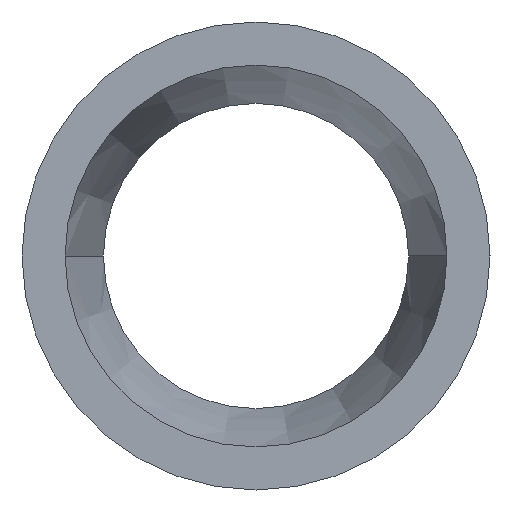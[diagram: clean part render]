
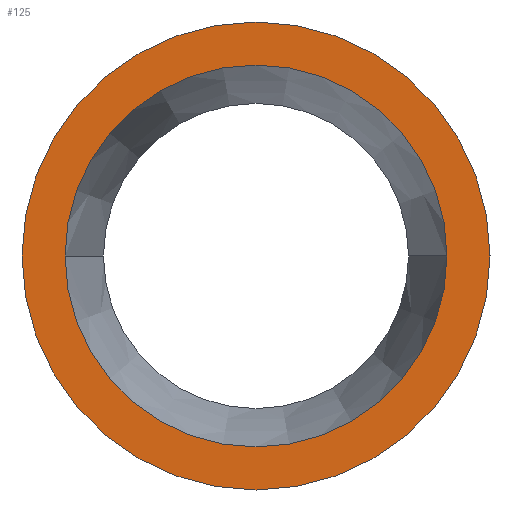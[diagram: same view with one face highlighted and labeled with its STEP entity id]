
A CAD part, left-side view. The second image highlights one B-rep face of the part: STEP entity #125.
In plain terms, the highlighted planar face has unit normal (-1, 0, 0).
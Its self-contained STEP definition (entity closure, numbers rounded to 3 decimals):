
#93 = EDGE_CURVE( '', #119, #121, #227, .T. );
#119 = VERTEX_POINT( '', #255 );
#121 = VERTEX_POINT( '', #257 );
#125 = ADVANCED_FACE( '', ( #261, #262 ), #263, .T. );
#131 = VERTEX_POINT( '', #270 );
#157 = EDGE_CURVE( '', #191, #131, #300, .T. );
#159 = EDGE_CURVE( '', #131, #191, #302, .T. );
#181 = EDGE_CURVE( '', #121, #119, #330, .T. );
#191 = VERTEX_POINT( '', #341 );
#227 = CIRCLE( '', #374, 25. );
#255 = CARTESIAN_POINT( '', ( 0., -25., 0. ) );
#257 = CARTESIAN_POINT( '', ( 0., 25., 0. ) );
#261 = FACE_BOUND( '', #419, .T. );
#262 = FACE_OUTER_BOUND( '', #420, .T. );
#263 = PLANE( '', #421 );
#270 = CARTESIAN_POINT( '', ( 0., -20.4, 0. ) );
#300 = CIRCLE( '', #465, 20.4 );
#302 = CIRCLE( '', #468, 20.4 );
#330 = CIRCLE( '', #503, 25. );
#341 = CARTESIAN_POINT( '', ( 0., 20.4, 0. ) );
#374 = AXIS2_PLACEMENT_3D( '', #533, #534, #535 );
#419 = EDGE_LOOP( '', ( #571, #572 ) );
#420 = EDGE_LOOP( '', ( #573, #574 ) );
#421 = AXIS2_PLACEMENT_3D( '', #575, #576, #577 );
#465 = AXIS2_PLACEMENT_3D( '', #626, #627, #628 );
#468 = AXIS2_PLACEMENT_3D( '', #629, #630, #631 );
#503 = AXIS2_PLACEMENT_3D( '', #679, #680, #681 );
#533 = CARTESIAN_POINT( '', ( 0., 0., 0. ) );
#534 = DIRECTION( '', ( -1., 0., 0. ) );
#535 = DIRECTION( '', ( 0., 1., 0. ) );
#571 = ORIENTED_EDGE( '', *, *, #157, .F. );
#572 = ORIENTED_EDGE( '', *, *, #159, .F. );
#573 = ORIENTED_EDGE( '', *, *, #181, .T. );
#574 = ORIENTED_EDGE( '', *, *, #93, .T. );
#575 = CARTESIAN_POINT( '', ( 0., 22.7, 0. ) );
#576 = DIRECTION( '', ( -1., 0., 0. ) );
#577 = DIRECTION( '', ( 0., 1., 0. ) );
#626 = CARTESIAN_POINT( '', ( 0., 0., 0. ) );
#627 = DIRECTION( '', ( -1., 0., 0. ) );
#628 = DIRECTION( '', ( 0., 1., 0. ) );
#629 = CARTESIAN_POINT( '', ( 0., 0., 0. ) );
#630 = DIRECTION( '', ( -1., 0., 0. ) );
#631 = DIRECTION( '', ( 0., 1., 0. ) );
#679 = CARTESIAN_POINT( '', ( 0., 0., 0. ) );
#680 = DIRECTION( '', ( -1., 0., 0. ) );
#681 = DIRECTION( '', ( 0., 1., 0. ) );
